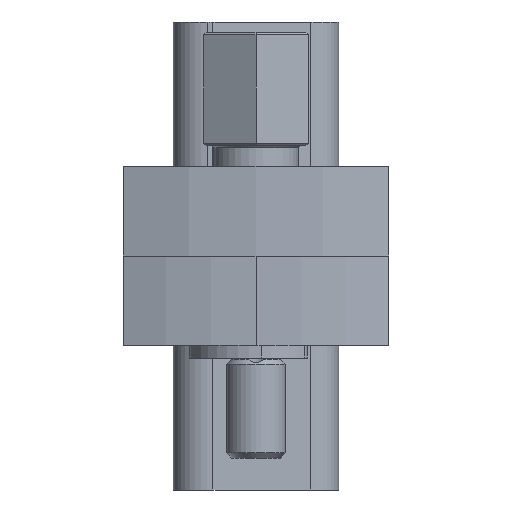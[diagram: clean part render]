
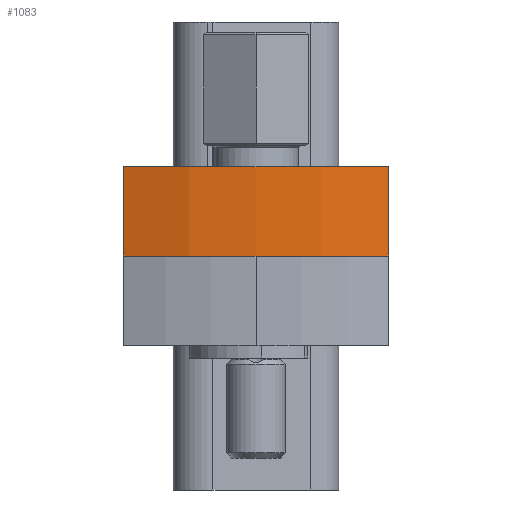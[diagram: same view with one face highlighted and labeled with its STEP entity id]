
A CAD part, left-side view. The second image highlights one B-rep face of the part: STEP entity #1083.
In plain terms, the highlighted cylindrical face has radius 18.5 mm (diameter 37 mm), a partial arc.
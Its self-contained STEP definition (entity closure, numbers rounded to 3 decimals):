
#1036 = CIRCLE ( 'NONE', #4715, 18.5 ) ;
#1083 = ADVANCED_FACE ( 'NONE', ( #4324 ), #4064, .T. ) ;
#1158 = DIRECTION ( 'NONE',  ( 1., 0., 0. ) ) ;
#1196 = DIRECTION ( 'NONE',  ( 0., 0., 1. ) ) ;
#1209 = CARTESIAN_POINT ( 'NONE',  ( 0., 0., 0. ) ) ;
#1325 = VERTEX_POINT ( 'NONE', #6214 ) ;
#1412 = LINE ( 'NONE', #9103, #9446 ) ;
#1482 = VERTEX_POINT ( 'NONE', #4224 ) ;
#1668 = CIRCLE ( 'NONE', #2435, 18.5 ) ;
#1807 = EDGE_CURVE ( 'NONE', #3897, #1482, #1668, .T. ) ;
#2293 = CARTESIAN_POINT ( 'NONE',  ( -17.412, 6.25, 0. ) ) ;
#2435 = AXIS2_PLACEMENT_3D ( 'NONE', #8322, #8284, #8263 ) ;
#3693 = ORIENTED_EDGE ( 'NONE', *, *, #5487, .F. ) ;
#3769 = LINE ( 'NONE', #6058, #6582 ) ;
#3897 = VERTEX_POINT ( 'NONE', #6755 ) ;
#3936 = ORIENTED_EDGE ( 'NONE', *, *, #4961, .T. ) ;
#4064 = CYLINDRICAL_SURFACE ( 'NONE', #8259, 18.5 ) ;
#4224 = CARTESIAN_POINT ( 'NONE',  ( -17.412, -6.25, -4.2 ) ) ;
#4324 = FACE_OUTER_BOUND ( 'NONE', #7552, .T. ) ;
#4715 = AXIS2_PLACEMENT_3D ( 'NONE', #1209, #1196, #1158 ) ;
#4961 = EDGE_CURVE ( 'NONE', #1482, #1325, #3769, .T. ) ;
#5284 = EDGE_CURVE ( 'NONE', #8593, #1325, #1036, .T. ) ;
#5487 = EDGE_CURVE ( 'NONE', #3897, #8593, #1412, .T. ) ;
#5768 = ORIENTED_EDGE ( 'NONE', *, *, #1807, .T. ) ;
#5896 = DIRECTION ( 'NONE',  ( 1., 0., 0. ) ) ;
#6058 = CARTESIAN_POINT ( 'NONE',  ( -17.412, -6.25, -4.2 ) ) ;
#6214 = CARTESIAN_POINT ( 'NONE',  ( -17.412, -6.25, 0. ) ) ;
#6582 = VECTOR ( 'NONE', #8001, 1000. ) ;
#6755 = CARTESIAN_POINT ( 'NONE',  ( -17.412, 6.25, -4.2 ) ) ;
#7552 = EDGE_LOOP ( 'NONE', ( #9613, #3693, #5768, #3936 ) ) ;
#8001 = DIRECTION ( 'NONE',  ( 0., 0., 1. ) ) ;
#8259 = AXIS2_PLACEMENT_3D ( 'NONE', #9963, #9952, #5896 ) ;
#8263 = DIRECTION ( 'NONE',  ( 1., 0., 0. ) ) ;
#8284 = DIRECTION ( 'NONE',  ( 0., 0., 1. ) ) ;
#8322 = CARTESIAN_POINT ( 'NONE',  ( 0., 0., -4.2 ) ) ;
#8593 = VERTEX_POINT ( 'NONE', #2293 ) ;
#8894 = DIRECTION ( 'NONE',  ( 0., 0., 1. ) ) ;
#9103 = CARTESIAN_POINT ( 'NONE',  ( -17.412, 6.25, -4.2 ) ) ;
#9446 = VECTOR ( 'NONE', #8894, 1000. ) ;
#9613 = ORIENTED_EDGE ( 'NONE', *, *, #5284, .F. ) ;
#9952 = DIRECTION ( 'NONE',  ( 0., 0., 1. ) ) ;
#9963 = CARTESIAN_POINT ( 'NONE',  ( 0., 0., -4.2 ) ) ;
